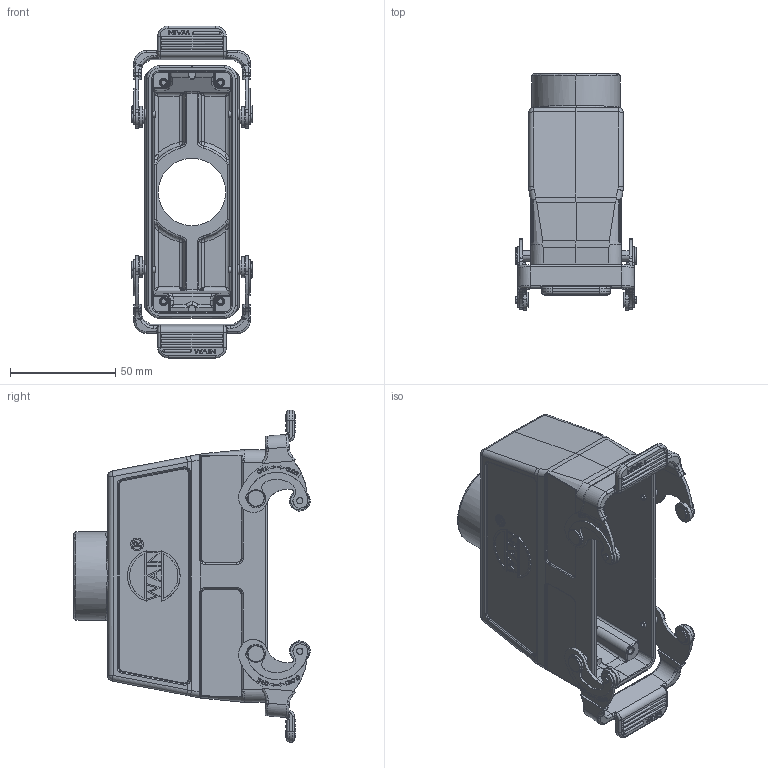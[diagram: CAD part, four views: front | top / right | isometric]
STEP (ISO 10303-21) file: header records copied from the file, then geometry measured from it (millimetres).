
FILE_DESCRIPTION(/* description */ (''),/* implementation_level */ '2;1');
FILE_NAME(/* name */ '3D_1240244415012_HV24B-TEH-2L_SC-PG29_V1.1.stp',/* time_stamp */ '2024-01-17T14:45:05+08:00',/* author */ (''),/* organization */ (''),/* preprocessor_version */ 'ST-DEVELOPER v18.1',/* originating_system */ 'SIEMENS PLM Software NX 1980',/* authorisation */ '');
FILE_SCHEMA (('AUTOMOTIVE_DESIGN { 1 0 10303 214 3 1 1 1 }'));
Products named in the file (1): 14593C30272Bdygo
Bounding box: 57.5 x 112.31 x 157.8 mm (x, y, z)
Volume: 111493.5 mm3; surface area: 69647.8 mm2
Topology: 3 solids, 3 shells, 1882 faces, 5088 edges, 3342 vertices
Faces by surface type: plane 828, cylinder 567, torus 199, bspline 88, extrusion 84, cone 63, sphere 51, revolution 2
Full cylindrical faces by diameter (mm): 32 x1, 35.6 x1
Entity records: 71681 total; most frequent: CARTESIAN_POINT 29549, ORIENTED_EDGE 10066, DIRECTION 6390, EDGE_CURVE 5033, VERTEX_POINT 3340, B_SPLINE_CURVE_WITH_KNOTS 2498, VECTOR 2238, LINE 2154
